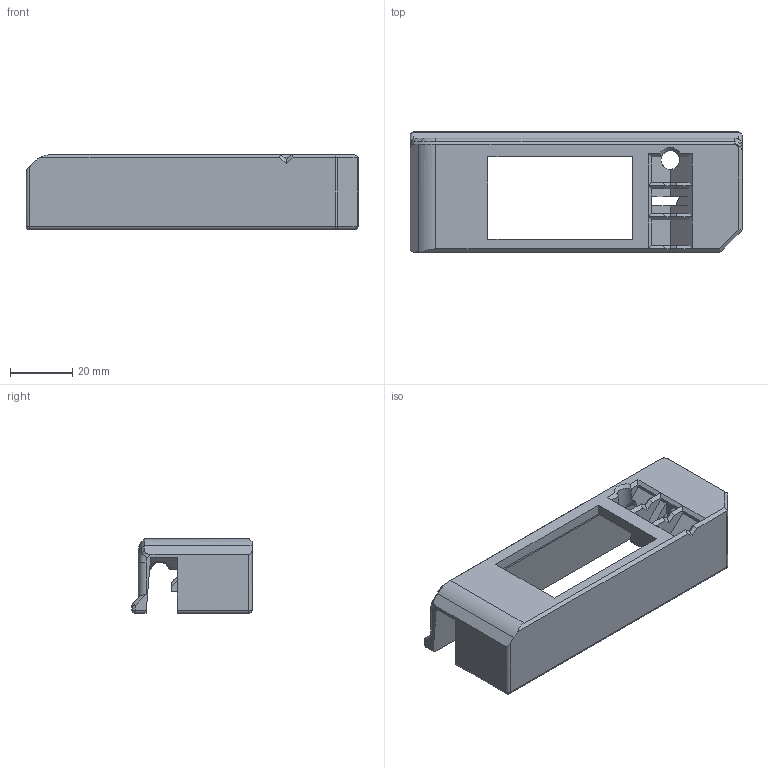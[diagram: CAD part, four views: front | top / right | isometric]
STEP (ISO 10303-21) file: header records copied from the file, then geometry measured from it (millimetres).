
FILE_DESCRIPTION(/* description */ (''),/* implementation_level */ '2;1');
FILE_NAME(/* name */ 'Thermometer Holder A8 - rectangle.step',/* time_stamp */ '2024-01-30T09:28:51-07:00',/* author */ (''),/* organization */ (''),/* preprocessor_version */ 'ST-DEVELOPER v20',/* originating_system */ 'Autodesk Translation Framework v12.14.0.127',/* authorisation */ '');
FILE_SCHEMA (('AUTOMOTIVE_DESIGN { 1 0 10303 214 3 1 1 }'));
Length unit declared in the file: millimetre
Products named in the file (1): Rectangle Holder
Bounding box: 106.5 x 38.5 x 24 mm (x, y, z)
Volume: 35359.3 mm3; surface area: 18527.4 mm2
Topology: 1 solids, 1 shells, 158 faces, 412 edges, 251 vertices
Faces by surface type: plane 106, cylinder 33, bspline 8, sphere 7, torus 2, cone 2
Full cylindrical faces by diameter (mm): 6 x1, 20.5 x2
Entity records: 5124 total; most frequent: CARTESIAN_POINT 1243, ORIENTED_EDGE 824, DIRECTION 775, EDGE_CURVE 412, LINE 305, VECTOR 305, VERTEX_POINT 251, AXIS2_PLACEMENT_3D 235
